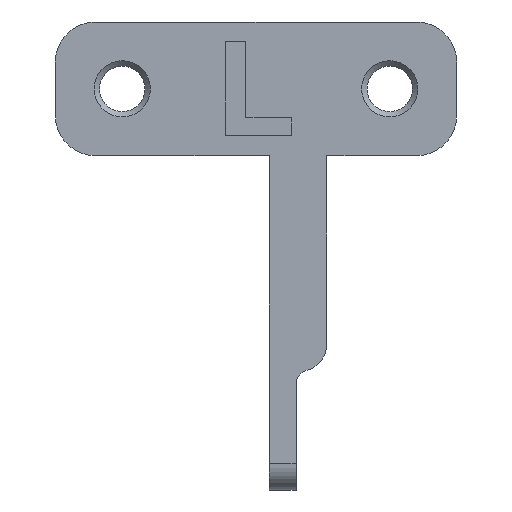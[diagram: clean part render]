
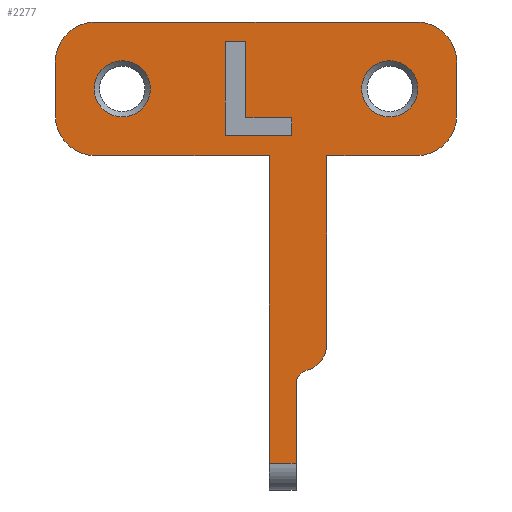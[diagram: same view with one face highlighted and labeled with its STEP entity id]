
A CAD part, left-side view. The second image highlights one B-rep face of the part: STEP entity #2277.
In plain terms, the highlighted face is planar.
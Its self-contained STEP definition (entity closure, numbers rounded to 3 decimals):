
#129=CIRCLE('',#2451,3.);
#133=CIRCLE('',#2458,3.);
#134=CIRCLE('',#2460,1.096);
#135=CIRCLE('',#2461,2.);
#136=CIRCLE('',#2462,3.);
#137=CIRCLE('',#2463,3.);
#138=CIRCLE('',#2464,2.1);
#139=CIRCLE('',#2465,2.1);
#189=FACE_BOUND('',#515,.T.);
#190=FACE_BOUND('',#516,.T.);
#191=FACE_BOUND('',#517,.T.);
#377=FACE_OUTER_BOUND('',#514,.T.);
#514=EDGE_LOOP('',(#1934,#1935,#1936,#1937,#1938,#1939,#1940,#1941,#1942,
#1943,#1944,#1945,#1946,#1947,#1948));
#515=EDGE_LOOP('',(#1949,#1950,#1951,#1952,#1953,#1954));
#516=EDGE_LOOP('',(#1955));
#517=EDGE_LOOP('',(#1956));
#666=LINE('',#4021,#842);
#670=LINE('',#4029,#846);
#673=LINE('',#4035,#849);
#676=LINE('',#4041,#852);
#679=LINE('',#4047,#855);
#682=LINE('',#4052,#858);
#686=LINE('',#4066,#862);
#693=LINE('',#4086,#869);
#694=LINE('',#4088,#870);
#695=LINE('',#4090,#871);
#696=LINE('',#4092,#872);
#697=LINE('',#4098,#873);
#698=LINE('',#4100,#874);
#699=LINE('',#4104,#875);
#700=LINE('',#4107,#876);
#842=VECTOR('',#2853,10.);
#846=VECTOR('',#2859,10.);
#849=VECTOR('',#2864,10.);
#852=VECTOR('',#2869,10.);
#855=VECTOR('',#2874,10.);
#858=VECTOR('',#2879,10.);
#862=VECTOR('',#2893,10.);
#869=VECTOR('',#2912,10.);
#870=VECTOR('',#2913,10.);
#871=VECTOR('',#2914,2.);
#872=VECTOR('',#2915,10.);
#873=VECTOR('',#2920,10.);
#874=VECTOR('',#2921,10.);
#875=VECTOR('',#2924,10.);
#876=VECTOR('',#2927,10.);
#1048=VERTEX_POINT('',#4019);
#1049=VERTEX_POINT('',#4020);
#1052=VERTEX_POINT('',#4028);
#1054=VERTEX_POINT('',#4034);
#1056=VERTEX_POINT('',#4040);
#1058=VERTEX_POINT('',#4046);
#1060=VERTEX_POINT('',#4056);
#1061=VERTEX_POINT('',#4057);
#1064=VERTEX_POINT('',#4065);
#1070=VERTEX_POINT('',#4081);
#1071=VERTEX_POINT('',#4085);
#1072=VERTEX_POINT('',#4087);
#1073=VERTEX_POINT('',#4089);
#1074=VERTEX_POINT('',#4091);
#1075=VERTEX_POINT('',#4093);
#1076=VERTEX_POINT('',#4095);
#1077=VERTEX_POINT('',#4097);
#1078=VERTEX_POINT('',#4099);
#1079=VERTEX_POINT('',#4101);
#1080=VERTEX_POINT('',#4103);
#1081=VERTEX_POINT('',#4105);
#1082=VERTEX_POINT('',#4108);
#1083=VERTEX_POINT('',#4110);
#1339=EDGE_CURVE('',#1048,#1049,#666,.T.);
#1343=EDGE_CURVE('',#1052,#1048,#670,.T.);
#1346=EDGE_CURVE('',#1054,#1052,#673,.T.);
#1349=EDGE_CURVE('',#1056,#1054,#676,.T.);
#1352=EDGE_CURVE('',#1058,#1056,#679,.T.);
#1355=EDGE_CURVE('',#1049,#1058,#682,.T.);
#1357=EDGE_CURVE('',#1060,#1061,#129,.T.);
#1361=EDGE_CURVE('',#1064,#1060,#686,.T.);
#1369=EDGE_CURVE('',#1070,#1064,#133,.T.);
#1371=EDGE_CURVE('',#1061,#1071,#693,.T.);
#1372=EDGE_CURVE('',#1071,#1072,#694,.T.);
#1373=EDGE_CURVE('',#1072,#1073,#695,.T.);
#1374=EDGE_CURVE('',#1073,#1074,#696,.T.);
#1375=EDGE_CURVE('',#1074,#1075,#134,.T.);
#1376=EDGE_CURVE('',#1075,#1076,#135,.T.);
#1377=EDGE_CURVE('',#1076,#1077,#697,.T.);
#1378=EDGE_CURVE('',#1077,#1078,#698,.T.);
#1379=EDGE_CURVE('',#1078,#1079,#136,.T.);
#1380=EDGE_CURVE('',#1080,#1079,#699,.T.);
#1381=EDGE_CURVE('',#1080,#1081,#137,.T.);
#1382=EDGE_CURVE('',#1070,#1081,#700,.T.);
#1383=EDGE_CURVE('',#1082,#1082,#138,.T.);
#1384=EDGE_CURVE('',#1083,#1083,#139,.T.);
#1934=ORIENTED_EDGE('',*,*,#1357,.T.);
#1935=ORIENTED_EDGE('',*,*,#1371,.T.);
#1936=ORIENTED_EDGE('',*,*,#1372,.T.);
#1937=ORIENTED_EDGE('',*,*,#1373,.T.);
#1938=ORIENTED_EDGE('',*,*,#1374,.T.);
#1939=ORIENTED_EDGE('',*,*,#1375,.T.);
#1940=ORIENTED_EDGE('',*,*,#1376,.T.);
#1941=ORIENTED_EDGE('',*,*,#1377,.T.);
#1942=ORIENTED_EDGE('',*,*,#1378,.T.);
#1943=ORIENTED_EDGE('',*,*,#1379,.T.);
#1944=ORIENTED_EDGE('',*,*,#1380,.F.);
#1945=ORIENTED_EDGE('',*,*,#1381,.T.);
#1946=ORIENTED_EDGE('',*,*,#1382,.F.);
#1947=ORIENTED_EDGE('',*,*,#1369,.T.);
#1948=ORIENTED_EDGE('',*,*,#1361,.T.);
#1949=ORIENTED_EDGE('',*,*,#1339,.T.);
#1950=ORIENTED_EDGE('',*,*,#1355,.T.);
#1951=ORIENTED_EDGE('',*,*,#1352,.T.);
#1952=ORIENTED_EDGE('',*,*,#1349,.T.);
#1953=ORIENTED_EDGE('',*,*,#1346,.T.);
#1954=ORIENTED_EDGE('',*,*,#1343,.T.);
#1955=ORIENTED_EDGE('',*,*,#1383,.T.);
#1956=ORIENTED_EDGE('',*,*,#1384,.T.);
#2179=PLANE('',#2459);
#2277=ADVANCED_FACE('',(#377,#189,#190,#191),#2179,.F.);
#2451=AXIS2_PLACEMENT_3D('',#4058,#2885,#2886);
#2458=AXIS2_PLACEMENT_3D('',#4082,#2907,#2908);
#2459=AXIS2_PLACEMENT_3D('',#4084,#2910,#2911);
#2460=AXIS2_PLACEMENT_3D('',#4094,#2916,#2917);
#2461=AXIS2_PLACEMENT_3D('',#4096,#2918,#2919);
#2462=AXIS2_PLACEMENT_3D('',#4102,#2922,#2923);
#2463=AXIS2_PLACEMENT_3D('',#4106,#2925,#2926);
#2464=AXIS2_PLACEMENT_3D('',#4109,#2928,#2929);
#2465=AXIS2_PLACEMENT_3D('',#4111,#2930,#2931);
#2853=DIRECTION('',(0.,1.,0.));
#2859=DIRECTION('',(0.,0.,1.));
#2864=DIRECTION('',(0.,-1.,0.));
#2869=DIRECTION('',(0.,0.,1.));
#2874=DIRECTION('',(0.,-1.,0.));
#2879=DIRECTION('',(0.,0.,-1.));
#2885=DIRECTION('center_axis',(1.,0.,0.));
#2886=DIRECTION('ref_axis',(0.,0.707,0.707));
#2893=DIRECTION('',(0.,0.,1.));
#2907=DIRECTION('center_axis',(1.,0.,0.));
#2908=DIRECTION('ref_axis',(0.,0.707,-0.707));
#2910=DIRECTION('center_axis',(-1.,0.,0.));
#2911=DIRECTION('ref_axis',(0.,0.,-1.));
#2912=DIRECTION('',(0.,-1.,0.));
#2913=DIRECTION('',(0.,0.,1.));
#2914=DIRECTION('',(0.,-1.,0.));
#2915=DIRECTION('',(0.,0.,-1.));
#2916=DIRECTION('center_axis',(-1.,0.,0.));
#2917=DIRECTION('ref_axis',(0.,0.707,-0.707));
#2918=DIRECTION('center_axis',(1.,0.,0.));
#2919=DIRECTION('ref_axis',(0.,1.,0.));
#2920=DIRECTION('',(0.,0.,-1.));
#2921=DIRECTION('',(0.,-1.,0.));
#2922=DIRECTION('center_axis',(1.,0.,0.));
#2923=DIRECTION('ref_axis',(0.,-0.707,0.707));
#2924=DIRECTION('',(0.,0.,1.));
#2925=DIRECTION('center_axis',(1.,0.,0.));
#2926=DIRECTION('ref_axis',(0.,-0.707,-0.707));
#2927=DIRECTION('',(0.,-1.,0.));
#2928=DIRECTION('center_axis',(-1.,0.,0.));
#2929=DIRECTION('ref_axis',(0.,1.,0.));
#2930=DIRECTION('center_axis',(-1.,0.,0.));
#2931=DIRECTION('ref_axis',(0.,1.,0.));
#4019=CARTESIAN_POINT('',(3.75,-1.657,-20.534));
#4020=CARTESIAN_POINT('',(3.75,3.294,-20.534));
#4021=CARTESIAN_POINT('',(3.75,-0.828,-20.534));
#4028=CARTESIAN_POINT('',(3.75,-1.657,-21.828));
#4029=CARTESIAN_POINT('',(3.75,-1.657,-7.914));
#4034=CARTESIAN_POINT('',(3.75,1.755,-21.828));
#4035=CARTESIAN_POINT('',(3.75,0.878,-21.828));
#4040=CARTESIAN_POINT('',(3.75,1.755,-27.534));
#4041=CARTESIAN_POINT('',(3.75,1.755,-10.767));
#4046=CARTESIAN_POINT('',(3.75,3.294,-27.534));
#4047=CARTESIAN_POINT('',(3.75,1.647,-27.534));
#4052=CARTESIAN_POINT('',(3.75,3.294,-7.267));
#4056=CARTESIAN_POINT('',(3.75,16.,-22.));
#4057=CARTESIAN_POINT('',(3.75,13.,-19.));
#4058=CARTESIAN_POINT('Origin',(3.75,13.,-22.));
#4065=CARTESIAN_POINT('',(3.75,16.,-26.));
#4066=CARTESIAN_POINT('',(3.75,16.,-29.));
#4081=CARTESIAN_POINT('',(3.75,13.,-29.));
#4082=CARTESIAN_POINT('Origin',(3.75,13.,-26.));
#4084=CARTESIAN_POINT('Origin',(3.75,0.,6.));
#4085=CARTESIAN_POINT('',(3.75,0.,-19.));
#4086=CARTESIAN_POINT('',(3.75,16.,-19.));
#4087=CARTESIAN_POINT('',(3.75,0.,3.995));
#4088=CARTESIAN_POINT('',(3.75,0.,-29.));
#4089=CARTESIAN_POINT('',(3.75,-2.,3.995));
#4090=CARTESIAN_POINT('',(3.75,0.,3.995));
#4091=CARTESIAN_POINT('',(3.75,-2.,-1.904));
#4092=CARTESIAN_POINT('',(3.75,-2.,-29.));
#4093=CARTESIAN_POINT('',(3.75,-2.814,-2.963));
#4094=CARTESIAN_POINT('Origin',(3.75,-3.096,-1.904));
#4095=CARTESIAN_POINT('',(3.75,-4.3,-4.896));
#4096=CARTESIAN_POINT('Origin',(3.75,-2.3,-4.896));
#4097=CARTESIAN_POINT('',(3.75,-4.3,-19.));
#4098=CARTESIAN_POINT('',(3.75,-4.3,-29.));
#4099=CARTESIAN_POINT('',(3.75,-11.,-19.));
#4100=CARTESIAN_POINT('',(3.75,16.,-19.));
#4101=CARTESIAN_POINT('',(3.75,-14.,-22.));
#4102=CARTESIAN_POINT('Origin',(3.75,-11.,-22.));
#4103=CARTESIAN_POINT('',(3.75,-14.,-26.));
#4104=CARTESIAN_POINT('',(3.75,-14.,-29.));
#4105=CARTESIAN_POINT('',(3.75,-11.,-29.));
#4106=CARTESIAN_POINT('Origin',(3.75,-11.,-26.));
#4107=CARTESIAN_POINT('',(3.75,16.,-29.));
#4108=CARTESIAN_POINT('',(3.75,-11.1,-24.));
#4109=CARTESIAN_POINT('Origin',(3.75,-9.,-24.));
#4110=CARTESIAN_POINT('',(3.75,8.9,-24.));
#4111=CARTESIAN_POINT('Origin',(3.75,11.,-24.));
